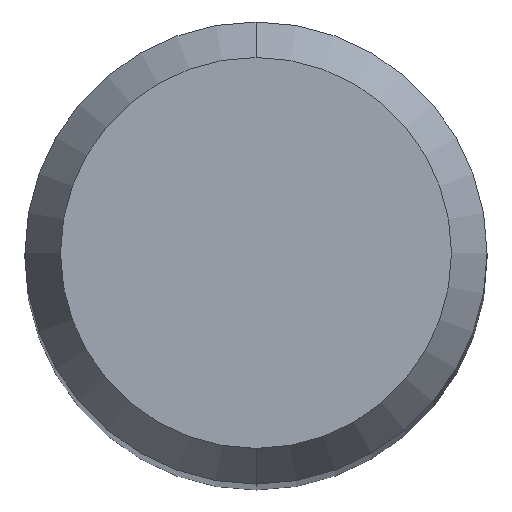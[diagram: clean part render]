
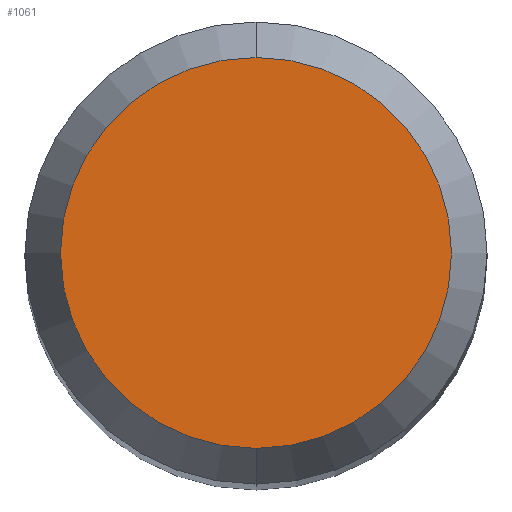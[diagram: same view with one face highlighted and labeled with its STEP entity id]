
A CAD part, top view. The second image highlights one B-rep face of the part: STEP entity #1061.
In plain terms, the highlighted planar face has unit normal (0, 0, 1).
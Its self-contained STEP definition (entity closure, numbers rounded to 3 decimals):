
#765=VERTEX_POINT('',#1597);
#825=VERTEX_POINT('',#1663);
#1033=EDGE_CURVE('',#765,#825,#1887,.T.);
#1061=ADVANCED_FACE('',(#1918),#1919,.T.);
#1191=EDGE_CURVE('',#825,#765,#2061,.T.);
#1597=CARTESIAN_POINT('',(0.0,2.538,0.0));
#1663=CARTESIAN_POINT('',(0.,-2.538,0.0));
#1887=CIRCLE('',#8821,2.538);
#1918=FACE_OUTER_BOUND('',#8910,.T.);
#1919=PLANE('',#8911);
#2061=CIRCLE('',#9907,2.538);
#8821=AXIS2_PLACEMENT_3D('',#10649,#10650,#10651);
#8910=EDGE_LOOP('',(#10680,#10681));
#8911=AXIS2_PLACEMENT_3D('',#10682,#10683,#10684);
#9907=AXIS2_PLACEMENT_3D('',#10851,#10852,#10853);
#10649=CARTESIAN_POINT('',(0.0,0.0,0.0));
#10650=DIRECTION('',(0.0,0.0,-1.0));
#10651=DIRECTION('',(0.0,1.0,0.0));
#10680=ORIENTED_EDGE('',*,*,#1033,.F.);
#10681=ORIENTED_EDGE('',*,*,#1191,.F.);
#10682=CARTESIAN_POINT('',(0.0,1.269,0.0));
#10683=DIRECTION('',(-0.0,0.0,1.0));
#10684=DIRECTION('',(0.0,-1.0,0.0));
#10851=CARTESIAN_POINT('',(0.0,0.0,0.0));
#10852=DIRECTION('',(0.0,0.0,-1.0));
#10853=DIRECTION('',(0.0,1.0,0.0));
